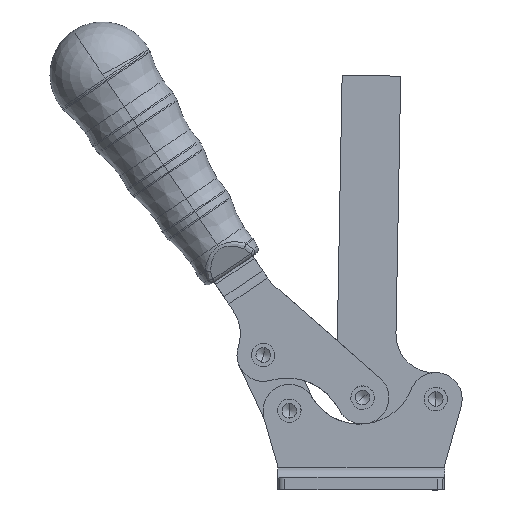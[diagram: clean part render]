
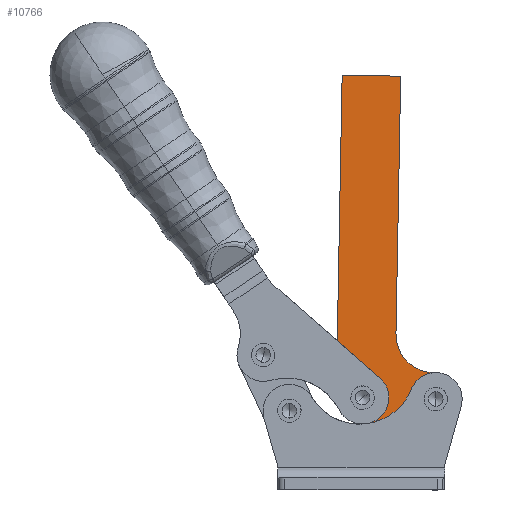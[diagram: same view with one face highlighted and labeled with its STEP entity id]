
A CAD part, top view. The second image highlights one B-rep face of the part: STEP entity #10766.
In plain terms, the highlighted planar face has unit normal (0, 0, 1).
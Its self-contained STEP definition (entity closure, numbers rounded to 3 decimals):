
#10201=CARTESIAN_POINT('',(22.74,43.203,-4.));
#10202=VERTEX_POINT('',#10201);
#10209=CARTESIAN_POINT('',(27.757,58.942,-4.));
#10210=VERTEX_POINT('',#10209);
#10211=CARTESIAN_POINT('',(21.843,52.158,-4.));
#10212=DIRECTION('',(0.,0.,-1.));
#10213=DIRECTION('',(0.657,0.754,0.));
#10214=AXIS2_PLACEMENT_3D('',#10211,#10212,#10213);
#10215=CIRCLE('',#10214,9.);
#10216=EDGE_CURVE('',#10210,#10202,#10215,.T.);
#10497=CARTESIAN_POINT('',(13.199,71.633,-4.));
#10498=VERTEX_POINT('',#10497);
#10628=CARTESIAN_POINT('',(13.199,71.633,-4.));
#10629=DIRECTION('',(0.754,-0.657,0.));
#10630=VECTOR('',#10629,19.313);
#10631=LINE('',#10628,#10630);
#10632=EDGE_CURVE('',#10498,#10210,#10631,.T.);
#10700=CARTESIAN_POINT('',(33.409,82.859,-4.));
#10701=DIRECTION('',(0.0,0.0,1.0));
#10702=DIRECTION('',(1.,-0.018,0.0));
#10703=AXIS2_PLACEMENT_3D('',#10700,#10701,#10702);
#10704=PLANE('',#10703);
#10705=ORIENTED_EDGE('',*,*,#10632,.T.);
#10706=ORIENTED_EDGE('',*,*,#10216,.T.);
#10707=CARTESIAN_POINT('',(38.483,55.044,-4.0));
#10708=VERTEX_POINT('',#10707);
#10709=CARTESIAN_POINT('',(20.845,62.108,-4.0));
#10710=DIRECTION('',(0.,0.,1.0));
#10711=DIRECTION('',(-0.857,-0.515,0.));
#10712=AXIS2_PLACEMENT_3D('',#10709,#10710,#10711);
#10713=CIRCLE('',#10712,19.);
#10714=EDGE_CURVE('',#10202,#10708,#10713,.T.);
#10715=ORIENTED_EDGE('',*,*,#10714,.T.);
#10716=CARTESIAN_POINT('',(47.004,60.696,-4.));
#10717=VERTEX_POINT('',#10716);
#10718=CARTESIAN_POINT('',(46.838,51.698,-4.0));
#10719=DIRECTION('',(0.,0.,-1.));
#10720=DIRECTION('',(-0.963,0.269,0.));
#10721=AXIS2_PLACEMENT_3D('',#10718,#10719,#10720);
#10722=CIRCLE('',#10721,9.);
#10723=EDGE_CURVE('',#10708,#10717,#10722,.T.);
#10724=ORIENTED_EDGE('',*,*,#10723,.T.);
#10725=CARTESIAN_POINT('',(46.004,60.715,-4.));
#10726=VERTEX_POINT('',#10725);
#10727=CARTESIAN_POINT('',(46.004,60.715,-4.));
#10728=DIRECTION('',(1.,-0.018,0.0));
#10729=VECTOR('',#10728,1.);
#10730=LINE('',#10727,#10729);
#10731=EDGE_CURVE('',#10726,#10717,#10730,.T.);
#10732=ORIENTED_EDGE('',*,*,#10731,.F.);
#10733=CARTESIAN_POINT('',(33.246,73.952,-4.));
#10734=VERTEX_POINT('',#10733);
#10735=CARTESIAN_POINT('',(46.243,73.712,-4.));
#10736=DIRECTION('',(0.,0.,1.));
#10737=DIRECTION('',(-1.,0.018,0.));
#10738=AXIS2_PLACEMENT_3D('',#10735,#10736,#10737);
#10739=CIRCLE('',#10738,13.);
#10740=EDGE_CURVE('',#10734,#10726,#10739,.T.);
#10741=ORIENTED_EDGE('',*,*,#10740,.F.);
#10742=CARTESIAN_POINT('',(34.865,161.937,-4.));
#10743=VERTEX_POINT('',#10742);
#10744=CARTESIAN_POINT('',(34.865,161.937,-4.));
#10745=DIRECTION('',(-0.018,-1.,0.));
#10746=VECTOR('',#10745,88.);
#10747=LINE('',#10744,#10746);
#10748=EDGE_CURVE('',#10743,#10734,#10747,.T.);
#10749=ORIENTED_EDGE('',*,*,#10748,.F.);
#10750=CARTESIAN_POINT('',(14.868,162.305,-4.));
#10751=VERTEX_POINT('',#10750);
#10752=CARTESIAN_POINT('',(34.865,161.937,-4.));
#10753=DIRECTION('',(-1.,0.018,0.0));
#10754=VECTOR('',#10753,20.0);
#10755=LINE('',#10752,#10754);
#10756=EDGE_CURVE('',#10743,#10751,#10755,.T.);
#10757=ORIENTED_EDGE('',*,*,#10756,.T.);
#10758=CARTESIAN_POINT('',(14.868,162.305,-4.));
#10759=DIRECTION('',(-0.018,-1.,0.));
#10760=VECTOR('',#10759,90.687);
#10761=LINE('',#10758,#10760);
#10762=EDGE_CURVE('',#10751,#10498,#10761,.T.);
#10763=ORIENTED_EDGE('',*,*,#10762,.T.);
#10764=EDGE_LOOP('',(#10705,#10706,#10715,#10724,#10732,#10741,#10749,#10757,#10763));
#10765=FACE_OUTER_BOUND('',#10764,.T.);
#10766=ADVANCED_FACE('',(#10765),#10704,.T.);
